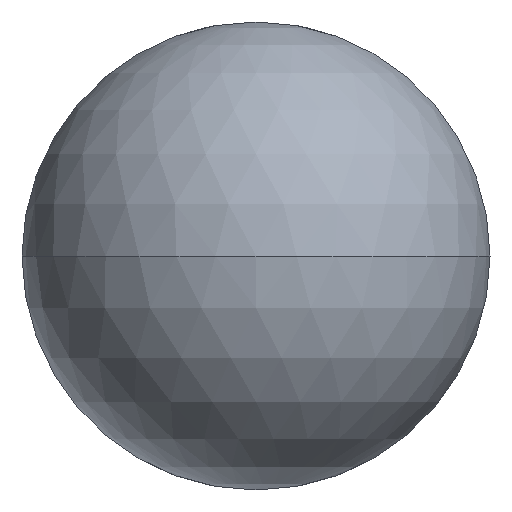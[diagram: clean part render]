
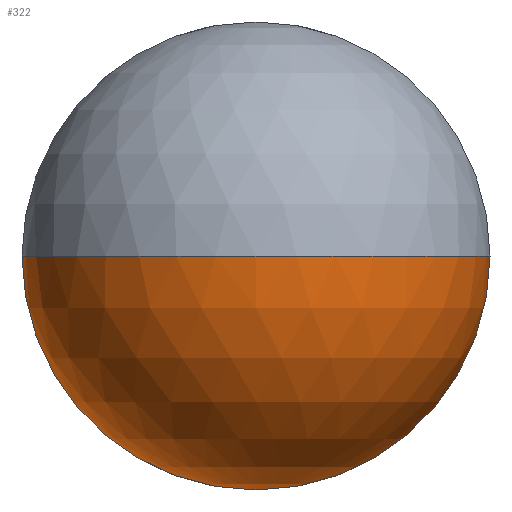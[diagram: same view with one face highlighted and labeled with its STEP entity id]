
A CAD part, front view. The second image highlights one B-rep face of the part: STEP entity #322.
In plain terms, the highlighted spherical face has radius 12.7 mm.
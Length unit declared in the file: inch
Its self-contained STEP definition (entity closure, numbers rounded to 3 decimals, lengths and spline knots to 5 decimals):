
#1 = VERTEX_POINT ( 'NONE', #189 ) ;
#10 = DIRECTION ( 'NONE',  ( 0., 0., -1. ) ) ;
#14 = CARTESIAN_POINT ( 'NONE',  ( 0., 0.5, 0. ) ) ;
#49 = AXIS2_PLACEMENT_3D ( 'NONE', #446, #309, #352 ) ;
#89 = CARTESIAN_POINT ( 'NONE',  ( 0., 0.5, -0.5 ) ) ;
#92 = AXIS2_PLACEMENT_3D ( 'NONE', #14, #373, #10 ) ;
#121 = CARTESIAN_POINT ( 'NONE',  ( 0., 0.5, 0. ) ) ;
#149 = DIRECTION ( 'NONE',  ( 0., 0., -1. ) ) ;
#165 = EDGE_CURVE ( 'NONE', #366, #470, #198, .T. ) ;
#180 = FACE_OUTER_BOUND ( 'NONE', #290, .T. ) ;
#189 = CARTESIAN_POINT ( 'NONE',  ( 0.5, 0.5, 0. ) ) ;
#193 = DIRECTION ( 'NONE',  ( 0., 0., 1. ) ) ;
#196 = SPHERICAL_SURFACE ( 'NONE', #305, 0.5 ) ;
#198 = CIRCLE ( 'NONE', #92, 0.5 ) ;
#244 = DIRECTION ( 'NONE',  ( -1., 0., 0. ) ) ;
#246 = CIRCLE ( 'NONE', #314, 0.5 ) ;
#263 = AXIS2_PLACEMENT_3D ( 'NONE', #121, #279, #244 ) ;
#266 = CARTESIAN_POINT ( 'NONE',  ( 0., 0.5, 0. ) ) ;
#271 = CIRCLE ( 'NONE', #49, 0.5 ) ;
#279 = DIRECTION ( 'NONE',  ( 0., 0., -1. ) ) ;
#290 = EDGE_LOOP ( 'NONE', ( #383, #495, #321, #348 ) ) ;
#305 = AXIS2_PLACEMENT_3D ( 'NONE', #358, #149, #307 ) ;
#307 = DIRECTION ( 'NONE',  ( -1., 0., 0. ) ) ;
#309 = DIRECTION ( 'NONE',  ( 0., -1., 0. ) ) ;
#314 = AXIS2_PLACEMENT_3D ( 'NONE', #266, #193, #399 ) ;
#321 = ORIENTED_EDGE ( 'NONE', *, *, #487, .T. ) ;
#322 = ADVANCED_FACE ( 'NONE', ( #180 ), #196, .T. ) ;
#348 = ORIENTED_EDGE ( 'NONE', *, *, #410, .F. ) ;
#352 = DIRECTION ( 'NONE',  ( 0., 0., -1. ) ) ;
#358 = CARTESIAN_POINT ( 'NONE',  ( 0., 0.5, 0. ) ) ;
#364 = CARTESIAN_POINT ( 'NONE',  ( 0., 0., 0. ) ) ;
#366 = VERTEX_POINT ( 'NONE', #520 ) ;
#373 = DIRECTION ( 'NONE',  ( 0., -1., 0. ) ) ;
#381 = VERTEX_POINT ( 'NONE', #364 ) ;
#383 = ORIENTED_EDGE ( 'NONE', *, *, #165, .T. ) ;
#399 = DIRECTION ( 'NONE',  ( 1., 0., 0. ) ) ;
#404 = EDGE_CURVE ( 'NONE', #470, #1, #271, .T. ) ;
#410 = EDGE_CURVE ( 'NONE', #366, #381, #246, .T. ) ;
#431 = CIRCLE ( 'NONE', #263, 0.5 ) ;
#446 = CARTESIAN_POINT ( 'NONE',  ( 0., 0.5, 0. ) ) ;
#470 = VERTEX_POINT ( 'NONE', #89 ) ;
#487 = EDGE_CURVE ( 'NONE', #1, #381, #431, .T. ) ;
#495 = ORIENTED_EDGE ( 'NONE', *, *, #404, .T. ) ;
#520 = CARTESIAN_POINT ( 'NONE',  ( -0.5, 0.5, 0. ) ) ;
